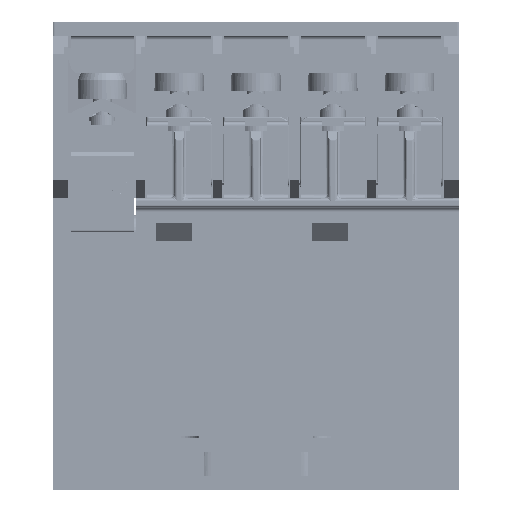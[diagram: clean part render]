
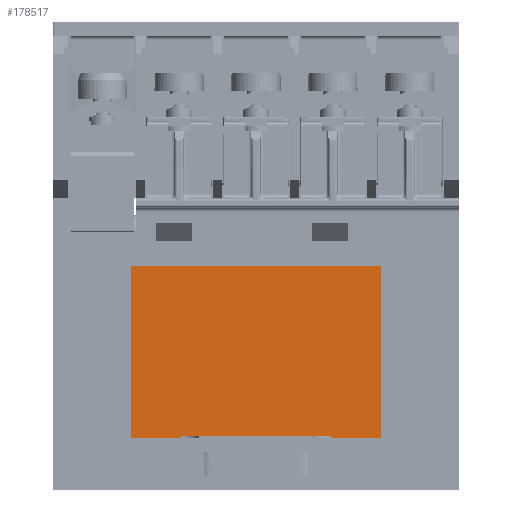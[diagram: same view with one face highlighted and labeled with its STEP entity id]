
A CAD part, front view. The second image highlights one B-rep face of the part: STEP entity #178517.
In plain terms, the highlighted planar face has unit normal (0, -1, 0).
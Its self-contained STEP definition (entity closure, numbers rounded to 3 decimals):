
#163061=CARTESIAN_POINT('',(-13.875,-22.175,6.75));
#163062=VERTEX_POINT('',#163061);
#163069=CARTESIAN_POINT('',(13.875,-22.175,6.75));
#163070=VERTEX_POINT('',#163069);
#163071=CARTESIAN_POINT('',(-13.875,-22.175,6.75));
#163072=DIRECTION('',(1.0,0.0,0.0));
#163073=VECTOR('',#163072,27.75);
#163074=LINE('',#163071,#163073);
#163075=EDGE_CURVE('',#163062,#163070,#163074,.T.);
#165342=CARTESIAN_POINT('',(13.875,-22.175,-12.25));
#165343=VERTEX_POINT('',#165342);
#165352=CARTESIAN_POINT('',(13.875,-22.175,-12.25));
#165353=DIRECTION('',(0.0,0.0,1.0));
#165354=VECTOR('',#165353,19.0);
#165355=LINE('',#165352,#165354);
#165356=EDGE_CURVE('',#165343,#163070,#165355,.T.);
#165368=CARTESIAN_POINT('',(-13.875,-22.175,-12.25));
#165369=VERTEX_POINT('',#165368);
#165376=CARTESIAN_POINT('',(-13.875,-22.175,6.75));
#165377=DIRECTION('',(0.0,0.0,-1.0));
#165378=VECTOR('',#165377,19.);
#165379=LINE('',#165376,#165378);
#165380=EDGE_CURVE('',#163062,#165369,#165379,.T.);
#169454=CARTESIAN_POINT('',(-8.25,-22.175,-12.25));
#169455=VERTEX_POINT('',#169454);
#169463=CARTESIAN_POINT('',(-13.875,-22.175,-12.25));
#169464=DIRECTION('',(1.0,0.0,0.0));
#169465=VECTOR('',#169464,5.625);
#169466=LINE('',#169463,#169465);
#169467=EDGE_CURVE('',#165369,#169455,#169466,.T.);
#169523=CARTESIAN_POINT('',(8.25,-22.175,-12.));
#169524=VERTEX_POINT('',#169523);
#169532=CARTESIAN_POINT('',(-8.25,-22.175,-12.));
#169533=VERTEX_POINT('',#169532);
#169534=CARTESIAN_POINT('',(-8.25,-22.175,-12.));
#169535=DIRECTION('',(1.0,0.0,0.0));
#169536=VECTOR('',#169535,16.5);
#169537=LINE('',#169534,#169536);
#169538=EDGE_CURVE('',#169533,#169524,#169537,.T.);
#178443=CARTESIAN_POINT('',(8.25,-22.175,-12.25));
#178444=VERTEX_POINT('',#178443);
#178459=CARTESIAN_POINT('',(8.25,-22.175,-12.25));
#178460=DIRECTION('',(1.0,0.0,0.0));
#178461=VECTOR('',#178460,5.625);
#178462=LINE('',#178459,#178461);
#178463=EDGE_CURVE('',#178444,#165343,#178462,.T.);
#178486=CARTESIAN_POINT('',(8.25,-22.175,-12.25));
#178487=DIRECTION('',(0.0,0.0,1.0));
#178488=VECTOR('',#178487,0.25);
#178489=LINE('',#178486,#178488);
#178490=EDGE_CURVE('',#178444,#169524,#178489,.T.);
#178497=CARTESIAN_POINT('',(0.,-22.175,-3.75));
#178498=DIRECTION('',(0.0,1.0,0.0));
#178499=DIRECTION('',(0.0,0.0,1.0));
#178500=AXIS2_PLACEMENT_3D('',#178497,#178498,#178499);
#178501=PLANE('',#178500);
#178502=CARTESIAN_POINT('',(-8.25,-22.175,-12.));
#178503=DIRECTION('',(0.0,0.0,-1.0));
#178504=VECTOR('',#178503,0.25);
#178505=LINE('',#178502,#178504);
#178506=EDGE_CURVE('',#169533,#169455,#178505,.T.);
#178507=ORIENTED_EDGE('',*,*,#178506,.F.);
#178508=ORIENTED_EDGE('',*,*,#169538,.T.);
#178509=ORIENTED_EDGE('',*,*,#178490,.F.);
#178510=ORIENTED_EDGE('',*,*,#178463,.T.);
#178511=ORIENTED_EDGE('',*,*,#165356,.T.);
#178512=ORIENTED_EDGE('',*,*,#163075,.F.);
#178513=ORIENTED_EDGE('',*,*,#165380,.T.);
#178514=ORIENTED_EDGE('',*,*,#169467,.T.);
#178515=EDGE_LOOP('',(#178507,#178508,#178509,#178510,#178511,#178512,#178513,#178514));
#178516=FACE_OUTER_BOUND('',#178515,.T.);
#178517=ADVANCED_FACE('',(#178516),#178501,.F.);
